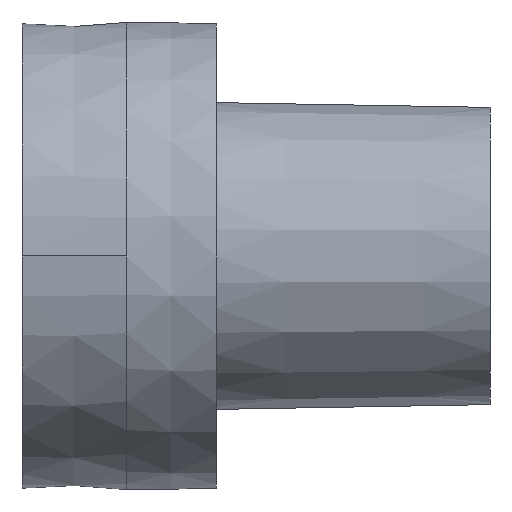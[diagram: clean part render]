
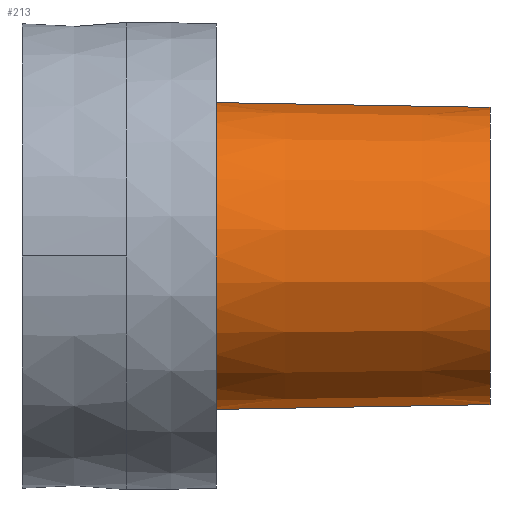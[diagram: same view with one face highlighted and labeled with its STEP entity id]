
A CAD part, left-side view. The second image highlights one B-rep face of the part: STEP entity #213.
In plain terms, the highlighted conical face has half-angle 1 degrees and reference radius 2.95 mm.
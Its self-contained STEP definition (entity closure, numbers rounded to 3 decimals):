
#61 = DIRECTION ( 'NONE',  ( 0., 0., -1. ) ) ;
#80 = VECTOR ( 'NONE', #793, 1000. ) ;
#104 = ORIENTED_EDGE ( 'NONE', *, *, #869, .T. ) ;
#181 = CARTESIAN_POINT ( 'NONE',  ( 0., 5.268, 0. ) ) ;
#188 = CARTESIAN_POINT ( 'NONE',  ( 0., 0., -2.858 ) ) ;
#207 = ORIENTED_EDGE ( 'NONE', *, *, #1132, .T. ) ;
#213 = ADVANCED_FACE ( 'NONE', ( #996 ), #290, .T. ) ;
#238 = DIRECTION ( 'NONE',  ( 0., -1., 0. ) ) ;
#257 = AXIS2_PLACEMENT_3D ( 'NONE', #181, #238, #61 ) ;
#280 = CIRCLE ( 'NONE', #257, 2.95 ) ;
#290 = CONICAL_SURFACE ( 'NONE', #631, 2.95, 0.017 ) ;
#304 = AXIS2_PLACEMENT_3D ( 'NONE', #936, #925, #900 ) ;
#321 = LINE ( 'NONE', #920, #512 ) ;
#348 = EDGE_CURVE ( 'NONE', #573, #1077, #721, .T. ) ;
#412 = DIRECTION ( 'NONE',  ( 0., 1., 0. ) ) ;
#432 = DIRECTION ( 'NONE',  ( 0., 0., -1. ) ) ;
#438 = CARTESIAN_POINT ( 'NONE',  ( 0., 5.268, 0. ) ) ;
#512 = VECTOR ( 'NONE', #992, 1000. ) ;
#558 = VERTEX_POINT ( 'NONE', #921 ) ;
#573 = VERTEX_POINT ( 'NONE', #872 ) ;
#580 = VERTEX_POINT ( 'NONE', #188 ) ;
#631 = AXIS2_PLACEMENT_3D ( 'NONE', #438, #412, #432 ) ;
#708 = EDGE_LOOP ( 'NONE', ( #207, #800, #104, #888 ) ) ;
#721 = LINE ( 'NONE', #778, #80 ) ;
#760 = EDGE_CURVE ( 'NONE', #580, #558, #321, .T. ) ;
#778 = CARTESIAN_POINT ( 'NONE',  ( 0., 5.268, 2.95 ) ) ;
#793 = DIRECTION ( 'NONE',  ( 0., 1., 0.017 ) ) ;
#800 = ORIENTED_EDGE ( 'NONE', *, *, #348, .T. ) ;
#869 = EDGE_CURVE ( 'NONE', #1077, #558, #280, .T. ) ;
#872 = CARTESIAN_POINT ( 'NONE',  ( 0., 0., 2.858 ) ) ;
#888 = ORIENTED_EDGE ( 'NONE', *, *, #760, .F. ) ;
#900 = DIRECTION ( 'NONE',  ( 0., 0., 1. ) ) ;
#920 = CARTESIAN_POINT ( 'NONE',  ( 0., 5.268, -2.95 ) ) ;
#921 = CARTESIAN_POINT ( 'NONE',  ( 0., 5.268, -2.95 ) ) ;
#925 = DIRECTION ( 'NONE',  ( 0., 1., 0. ) ) ;
#936 = CARTESIAN_POINT ( 'NONE',  ( 0., 0., 0. ) ) ;
#992 = DIRECTION ( 'NONE',  ( 0., 1., -0.017 ) ) ;
#996 = FACE_OUTER_BOUND ( 'NONE', #708, .T. ) ;
#1042 = CARTESIAN_POINT ( 'NONE',  ( 0., 5.268, 2.95 ) ) ;
#1077 = VERTEX_POINT ( 'NONE', #1042 ) ;
#1132 = EDGE_CURVE ( 'NONE', #580, #573, #1136, .T. ) ;
#1136 = CIRCLE ( 'NONE', #304, 2.858 ) ;
